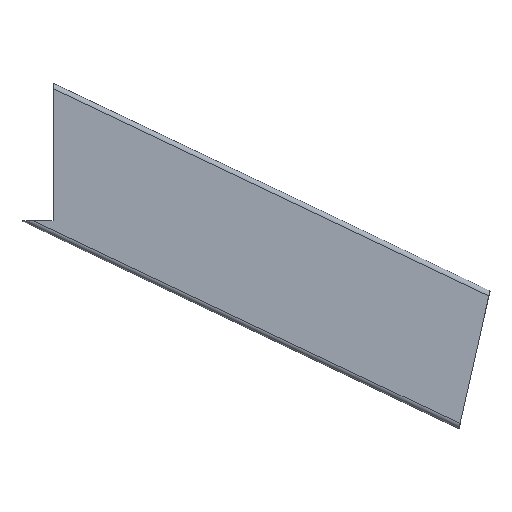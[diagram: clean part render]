
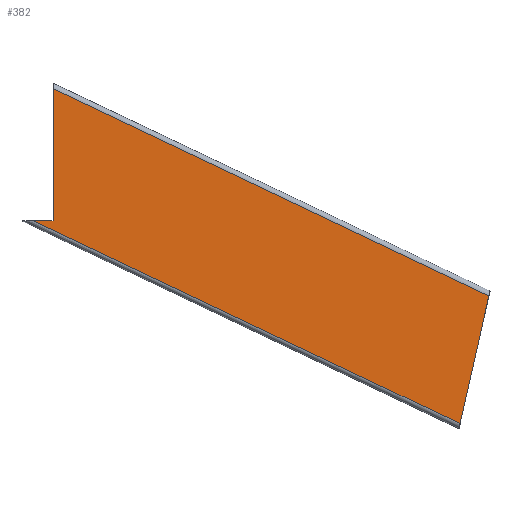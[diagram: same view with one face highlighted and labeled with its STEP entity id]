
A CAD part, top view. The second image highlights one B-rep face of the part: STEP entity #382.
In plain terms, the highlighted planar face has unit normal (0, 0, 1).
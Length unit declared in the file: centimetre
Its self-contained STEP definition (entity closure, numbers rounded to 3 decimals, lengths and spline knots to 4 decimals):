
#28=PLANE('',#419);
#45=FACE_OUTER_BOUND('',#65,.T.);
#65=EDGE_LOOP('',(#342,#343,#344,#345,#346));
#73=LINE('',#549,#111);
#81=LINE('',#574,#119);
#88=LINE('',#598,#126);
#96=LINE('',#617,#134);
#104=LINE('',#637,#142);
#111=VECTOR('',#437,6.7232);
#119=VECTOR('',#457,6.6632);
#126=VECTOR('',#478,24.5562);
#134=VECTOR('',#498,0.9959);
#142=VECTOR('',#524,24.0361);
#166=VERTEX_POINT('',#546);
#167=VERTEX_POINT('',#548);
#176=VERTEX_POINT('',#570);
#178=VERTEX_POINT('',#573);
#193=VERTEX_POINT('',#615);
#203=EDGE_CURVE('',#166,#167,#73,.T.);
#215=EDGE_CURVE('',#176,#178,#81,.T.);
#228=EDGE_CURVE('',#176,#167,#88,.T.);
#238=EDGE_CURVE('',#193,#166,#96,.T.);
#248=EDGE_CURVE('',#193,#178,#104,.T.);
#342=ORIENTED_EDGE('',*,*,#238,.F.);
#343=ORIENTED_EDGE('',*,*,#248,.T.);
#344=ORIENTED_EDGE('',*,*,#215,.F.);
#345=ORIENTED_EDGE('',*,*,#228,.T.);
#346=ORIENTED_EDGE('',*,*,#203,.F.);
#382=ADVANCED_FACE('',(#45),#28,.T.);
#419=AXIS2_PLACEMENT_3D('',#636,#522,#523);
#437=DIRECTION('',(0.,1.,0.));
#457=DIRECTION('',(-0.22,-0.976,0.));
#478=DIRECTION('',(-0.903,0.429,0.));
#498=DIRECTION('',(1.,0.,0.));
#522=DIRECTION('center_axis',(0.,0.,1.));
#523=DIRECTION('ref_axis',(0.429,0.903,0.));
#524=DIRECTION('',(0.903,-0.429,0.));
#546=CARTESIAN_POINT('',(-20.6577,7.0655,2.));
#548=CARTESIAN_POINT('',(-20.6577,13.7887,2.));
#549=CARTESIAN_POINT('',(-20.6577,7.0655,2.));
#570=CARTESIAN_POINT('',(1.5221,3.25,2.));
#573=CARTESIAN_POINT('',(0.0564,-3.25,2.));
#574=CARTESIAN_POINT('',(1.5221,3.25,2.));
#598=CARTESIAN_POINT('',(1.5221,3.25,2.));
#615=CARTESIAN_POINT('',(-21.6536,7.0655,2.));
#617=CARTESIAN_POINT('',(-21.6536,7.0655,2.));
#636=CARTESIAN_POINT('Origin',(-23.0566,7.7321,2.));
#637=CARTESIAN_POINT('',(-21.6536,7.0655,2.));
